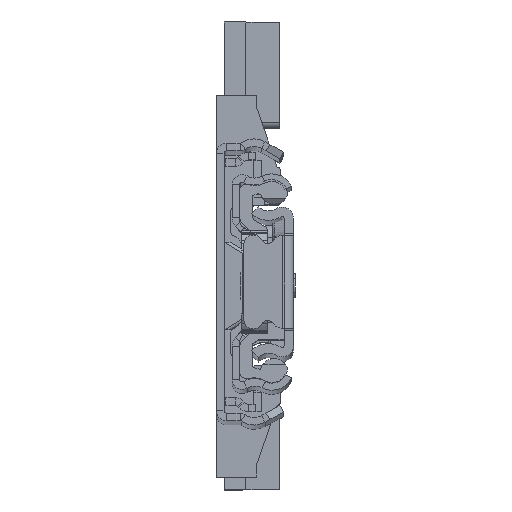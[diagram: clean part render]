
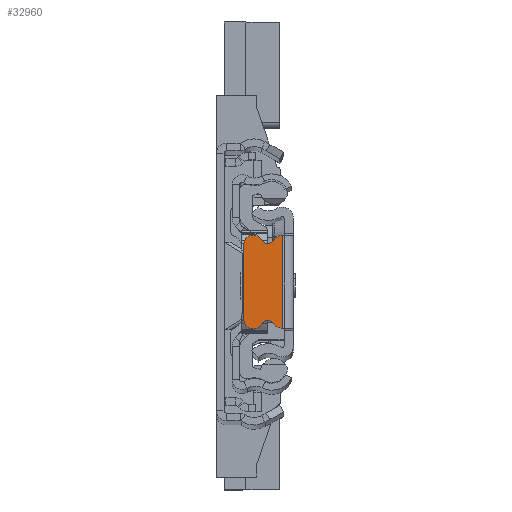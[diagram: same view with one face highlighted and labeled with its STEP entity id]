
A CAD part, top view. The second image highlights one B-rep face of the part: STEP entity #32960.
In plain terms, the highlighted planar face has unit normal (0, 0, 1).
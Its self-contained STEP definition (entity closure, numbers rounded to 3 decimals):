
#983 = CARTESIAN_POINT ( 'NONE',  ( -1.929, -5.87, 0. ) ) ;
#1140 = EDGE_CURVE ( 'NONE', #7343, #32855, #15232, .T. ) ;
#1622 = AXIS2_PLACEMENT_3D ( 'NONE', #983, #12263, #23503 ) ;
#1675 = DIRECTION ( 'NONE',  ( 0., 0., 1. ) ) ;
#2065 = CIRCLE ( 'NONE', #17421, 1.5 ) ;
#2374 = VECTOR ( 'NONE', #7015, 1000. ) ;
#2438 = DIRECTION ( 'NONE',  ( 0., -1., 0. ) ) ;
#3018 = CARTESIAN_POINT ( 'NONE',  ( -3.206, -6.658, 0. ) ) ;
#4175 = LINE ( 'NONE', #34972, #28144 ) ;
#4222 = CARTESIAN_POINT ( 'NONE',  ( -5.109, 6.713, 0. ) ) ;
#4246 = CARTESIAN_POINT ( 'NONE',  ( -1.929, -7.37, 0. ) ) ;
#4689 = CARTESIAN_POINT ( 'NONE',  ( -7.929, 6., 0. ) ) ;
#5101 = AXIS2_PLACEMENT_3D ( 'NONE', #20675, #29851, #35390 ) ;
#5122 = CARTESIAN_POINT ( 'NONE',  ( -4.142, 7.236, 0. ) ) ;
#5919 = LINE ( 'NONE', #14062, #28203 ) ;
#6666 = CARTESIAN_POINT ( 'NONE',  ( -6.429, -6., 0. ) ) ;
#6927 = VERTEX_POINT ( 'NONE', #31541 ) ;
#6988 = VERTEX_POINT ( 'NONE', #20459 ) ;
#7015 = DIRECTION ( 'NONE',  ( 1., 0., 0. ) ) ;
#7048 = DIRECTION ( 'NONE',  ( 1., 0., 0. ) ) ;
#7111 = ORIENTED_EDGE ( 'NONE', *, *, #34998, .F. ) ;
#7165 = ORIENTED_EDGE ( 'NONE', *, *, #30163, .T. ) ;
#7343 = VERTEX_POINT ( 'NONE', #34716 ) ;
#10504 = LINE ( 'NONE', #32256, #2374 ) ;
#11026 = CARTESIAN_POINT ( 'NONE',  ( -1.929, 5.87, 0. ) ) ;
#11221 = DIRECTION ( 'NONE',  ( -1., 0., 0. ) ) ;
#12006 = DIRECTION ( 'NONE',  ( -1., 0., 0. ) ) ;
#12263 = DIRECTION ( 'NONE',  ( 0., 0., 1. ) ) ;
#12605 = LINE ( 'NONE', #23851, #35323 ) ;
#13035 = CARTESIAN_POINT ( 'NONE',  ( -1.75, 7.37, 0. ) ) ;
#13103 = EDGE_CURVE ( 'NONE', #33921, #30608, #10504, .T. ) ;
#14062 = CARTESIAN_POINT ( 'NONE',  ( -1.929, -7.37, 0. ) ) ;
#14389 = CIRCLE ( 'NONE', #34392, 1.1 ) ;
#15232 = CIRCLE ( 'NONE', #27583, 1.1 ) ;
#15519 = VERTEX_POINT ( 'NONE', #4222 ) ;
#15936 = VERTEX_POINT ( 'NONE', #21692 ) ;
#16174 = CIRCLE ( 'NONE', #22052, 1.5 ) ;
#17421 = AXIS2_PLACEMENT_3D ( 'NONE', #27884, #36371, #22367 ) ;
#17544 = CIRCLE ( 'NONE', #1622, 1.5 ) ;
#17815 = EDGE_LOOP ( 'NONE', ( #22748, #22024, #22975, #7165, #25695, #26740, #29552, #25573, #19573, #7111 ) ) ;
#19243 = DIRECTION ( 'NONE',  ( -1., 0., 0. ) ) ;
#19573 = ORIENTED_EDGE ( 'NONE', *, *, #20712, .T. ) ;
#19927 = AXIS2_PLACEMENT_3D ( 'NONE', #6666, #1675, #7048 ) ;
#20459 = CARTESIAN_POINT ( 'NONE',  ( -7.929, -6., 0. ) ) ;
#20675 = CARTESIAN_POINT ( 'NONE',  ( 444.071, 0., 0. ) ) ;
#20712 = EDGE_CURVE ( 'NONE', #32855, #22534, #17544, .T. ) ;
#21084 = EDGE_CURVE ( 'NONE', #6988, #7343, #26411, .T. ) ;
#21692 = CARTESIAN_POINT ( 'NONE',  ( -3.206, 6.658, 0. ) ) ;
#22024 = ORIENTED_EDGE ( 'NONE', *, *, #13103, .F. ) ;
#22052 = AXIS2_PLACEMENT_3D ( 'NONE', #11026, #36095, #11221 ) ;
#22140 = EDGE_CURVE ( 'NONE', #36092, #6988, #12605, .T. ) ;
#22367 = DIRECTION ( 'NONE',  ( -1., 0., 0. ) ) ;
#22534 = VERTEX_POINT ( 'NONE', #4246 ) ;
#22748 = ORIENTED_EDGE ( 'NONE', *, *, #29294, .F. ) ;
#22975 = ORIENTED_EDGE ( 'NONE', *, *, #27070, .T. ) ;
#23503 = DIRECTION ( 'NONE',  ( 1., 0., 0. ) ) ;
#23851 = CARTESIAN_POINT ( 'NONE',  ( -7.929, -6., 0. ) ) ;
#25573 = ORIENTED_EDGE ( 'NONE', *, *, #1140, .T. ) ;
#25695 = ORIENTED_EDGE ( 'NONE', *, *, #25811, .T. ) ;
#25811 = EDGE_CURVE ( 'NONE', #15519, #36092, #2065, .T. ) ;
#26126 = DIRECTION ( 'NONE',  ( 0., -1., 0. ) ) ;
#26411 = CIRCLE ( 'NONE', #19927, 1.5 ) ;
#26740 = ORIENTED_EDGE ( 'NONE', *, *, #22140, .T. ) ;
#27070 = EDGE_CURVE ( 'NONE', #33921, #15936, #16174, .T. ) ;
#27583 = AXIS2_PLACEMENT_3D ( 'NONE', #33802, #33254, #19243 ) ;
#27884 = CARTESIAN_POINT ( 'NONE',  ( -6.429, 6., 0. ) ) ;
#28144 = VECTOR ( 'NONE', #26126, 1000. ) ;
#28203 = VECTOR ( 'NONE', #12006, 1000. ) ;
#29294 = EDGE_CURVE ( 'NONE', #30608, #6927, #4175, .T. ) ;
#29552 = ORIENTED_EDGE ( 'NONE', *, *, #21084, .T. ) ;
#29851 = DIRECTION ( 'NONE',  ( 0., 0., 1. ) ) ;
#30163 = EDGE_CURVE ( 'NONE', #15936, #15519, #14389, .T. ) ;
#30574 = DIRECTION ( 'NONE',  ( 0., 0., -1. ) ) ;
#30608 = VERTEX_POINT ( 'NONE', #13035 ) ;
#31541 = CARTESIAN_POINT ( 'NONE',  ( -1.75, -7.37, 0. ) ) ;
#32256 = CARTESIAN_POINT ( 'NONE',  ( -1.929, 7.37, 0. ) ) ;
#32614 = FACE_OUTER_BOUND ( 'NONE', #17815, .T. ) ;
#32793 = DIRECTION ( 'NONE',  ( 1., 0., 0. ) ) ;
#32855 = VERTEX_POINT ( 'NONE', #3018 ) ;
#32960 = ADVANCED_FACE ( 'NONE', ( #32614 ), #35756, .T. ) ;
#33254 = DIRECTION ( 'NONE',  ( 0., 0., -1. ) ) ;
#33632 = CARTESIAN_POINT ( 'NONE',  ( -1.929, 7.37, 0. ) ) ;
#33802 = CARTESIAN_POINT ( 'NONE',  ( -4.142, -7.236, 0. ) ) ;
#33921 = VERTEX_POINT ( 'NONE', #33632 ) ;
#34392 = AXIS2_PLACEMENT_3D ( 'NONE', #5122, #30574, #32793 ) ;
#34716 = CARTESIAN_POINT ( 'NONE',  ( -5.109, -6.713, 0. ) ) ;
#34972 = CARTESIAN_POINT ( 'NONE',  ( -1.75, 0., 0. ) ) ;
#34998 = EDGE_CURVE ( 'NONE', #6927, #22534, #5919, .T. ) ;
#35323 = VECTOR ( 'NONE', #2438, 1000. ) ;
#35390 = DIRECTION ( 'NONE',  ( 1., 0., 0. ) ) ;
#35756 = PLANE ( 'NONE',  #5101 ) ;
#36092 = VERTEX_POINT ( 'NONE', #4689 ) ;
#36095 = DIRECTION ( 'NONE',  ( 0., 0., 1. ) ) ;
#36371 = DIRECTION ( 'NONE',  ( 0., 0., 1. ) ) ;
